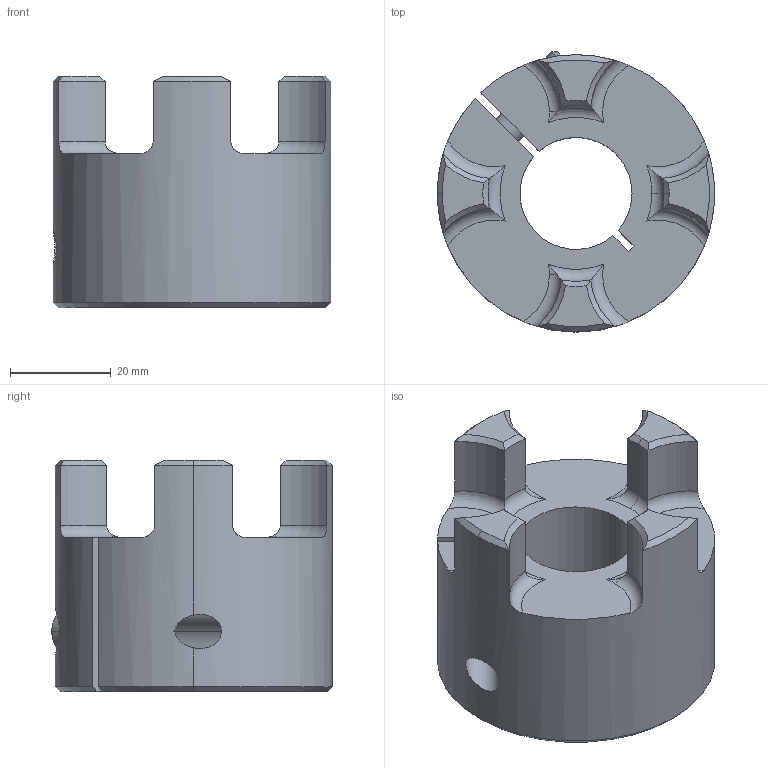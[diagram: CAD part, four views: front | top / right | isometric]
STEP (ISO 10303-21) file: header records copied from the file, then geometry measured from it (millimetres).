
FILE_DESCRIPTION (( 'STEP AP214' ), '1' );
FILE_NAME ('DC-JA55-14_POST2016.step', '2016-05-23T19:28:23', ( '' ), ( '' ), 'SwSTEP 2.0', 'SolidWorks 2016', '' );
FILE_SCHEMA (( 'AUTOMOTIVE_DESIGN' ));
Length unit declared in the file: inch
Products named in the file (1): DC-JA55-14_POST2016
Bounding box: 54.99 x 55.63 x 45.97 mm (x, y, z)
Volume: 64682.2 mm3; surface area: 16299.1 mm2
Topology: 2 solids, 2 shells, 92 faces, 229 edges, 143 vertices
Faces by surface type: cylinder 29, cone 26, plane 22, torus 15
Entity records: 3159 total; most frequent: CARTESIAN_POINT 907, DIRECTION 478, ORIENTED_EDGE 458, EDGE_CURVE 229, AXIS2_PLACEMENT_3D 202, VERTEX_POINT 143, CIRCLE 109, EDGE_LOOP 98
